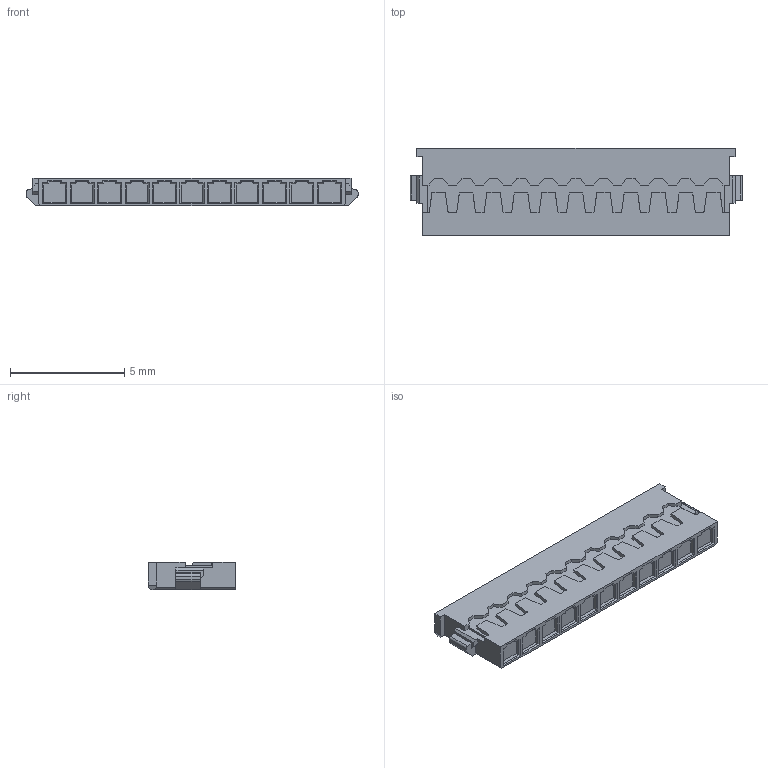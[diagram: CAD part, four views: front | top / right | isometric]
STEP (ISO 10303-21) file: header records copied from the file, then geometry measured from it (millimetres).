
FILE_DESCRIPTION(('CoCreate Modeling STEP Export'),'2;1');
FILE_NAME('WB1201(H)-H011X.stp','2021-09-18T 9:11:30',(''),(''),'CoCreate Modeling STEP processor for AP214 (Solid Model)','CoCreate Modeling 16.00 13-May-2008 (C) Parametric Technology GmbH','');
FILE_SCHEMA(('AUTOMOTIVE_DESIGN { 1 0 10303 214 1 1 1 1 }'));
Length unit declared in the file: millimetre
Products named in the file (2): WB1201(H)-H011X
Assembly tree (1 placements, depth 2):
  WB1201(H)-H011X
    WB1201(H)-H011X
Bounding box: 14.5 x 3.8 x 1.2 mm (x, y, z)
Volume: 55.2 mm3; surface area: 179 mm2
Topology: 1 solids, 1 shells, 458 faces, 1223 edges, 778 vertices
Faces by surface type: plane 432, cylinder 26
Entity records: 13763 total; most frequent: ORIENTED_EDGE 2446, CARTESIAN_POINT 2429, DIRECTION 2146, EDGE_CURVE 1223, VECTOR 1156, LINE 1156, VERTEX_POINT 778, AXIS2_PLACEMENT_3D 495
